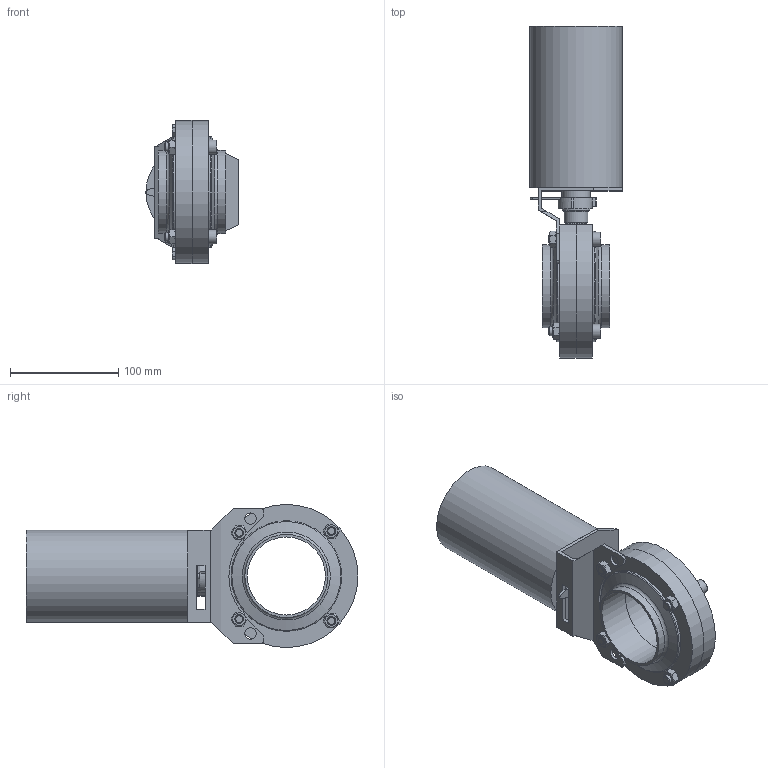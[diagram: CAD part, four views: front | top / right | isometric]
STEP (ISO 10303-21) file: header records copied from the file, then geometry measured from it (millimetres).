
FILE_DESCRIPTION( ( 'STEP AP203' ), ' ' );
FILE_NAME( '9612628343.stp', '2017-01-13T09:36:58', ( '' ), ( '' ), ' ', 'PARTsolutions', ' ' );
FILE_SCHEMA( ( 'CONFIG_CONTROL_DESIGN' ) );
Length unit declared in the file: millimetre
Products named in the file (8): 9612628343; _LKB Butterfly (1,H30,085,1)_r; _Mounting Bracket LKLA 085 H30; _LKLA Without coupling 085; _Coupling LKLA 085 Doc clutch H30; _Activation ring H30; _LKB/LKB-2 valve body pin H30; _LKB Butterfly (1,H30,085,0)_l
Assembly tree (7 placements, depth 2):
  9612628343
    _LKB Butterfly (1,H30,085,1)_r
    _Mounting Bracket LKLA 085 H30
    _LKLA Without coupling 085
    _Coupling LKLA 085 Doc clutch H30
    _Activation ring H30
    _LKB/LKB-2 valve body pin H30
    _LKB Butterfly (1,H30,085,0)_l
Bounding box: 85 x 306 x 132 mm (x, y, z)
Volume: 1231095 mm3; surface area: 161881.4 mm2
Topology: 7 solids, 7 shells, 211 faces, 500 edges, 331 vertices
Faces by surface type: plane 127, cylinder 54, cone 19, torus 11
Full cylindrical faces by diameter (mm): 8 x6, 8.5 x2, 9 x8, 10.5 x2, 13 x4, 16 x1, 22 x1, 25 x2, 26 x1, 34 x1, 72 x2, 76.6 x2, 85 x1, 102 x2
Entity records: 6243 total; most frequent: CARTESIAN_POINT 1433, DIRECTION 942, ORIENTED_EDGE 822, EDGE_CURVE 411, AXIS2_PLACEMENT_3D 360, EDGE_LOOP 330, VERTEX_POINT 307, FACE_OUTER_BOUND 257
